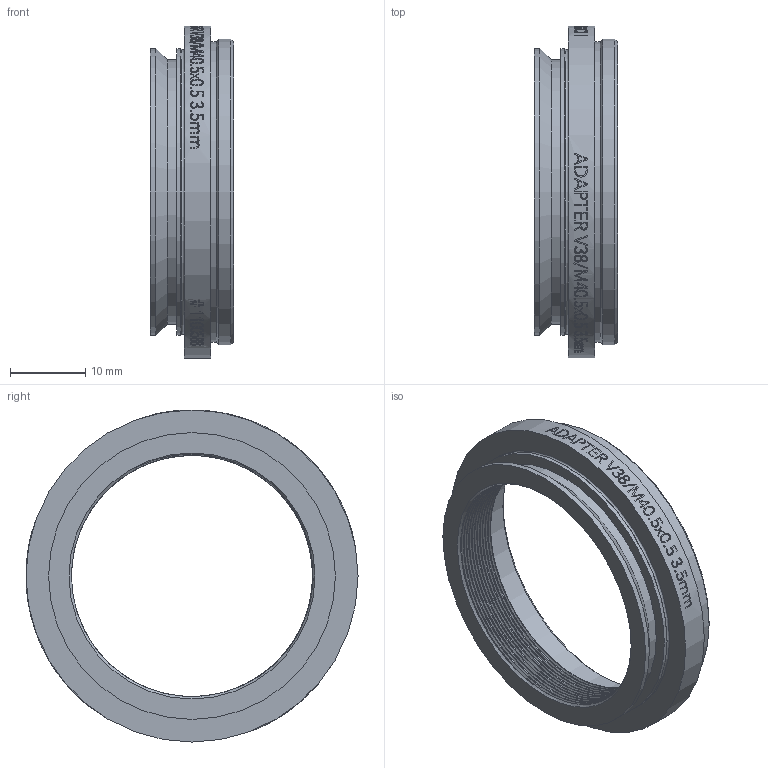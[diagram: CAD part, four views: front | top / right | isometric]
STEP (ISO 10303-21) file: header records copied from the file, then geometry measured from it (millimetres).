
FILE_DESCRIPTION(/* description */ (''),/* implementation_level */ '2;1');
FILE_NAME(/* name */ '1100588_00164572_001.stp',/* time_stamp */ '2022-04-28T07:38:43+02:00',/* author */ (''),/* organization */ (''),/* preprocessor_version */ 'ST-DEVELOPER v16',/* originating_system */ 'SIEMENS PLM Software NX 10.0',/* authorisation */ '');
FILE_SCHEMA (('AP203_CONFIGURATION_CONTROLLED_3D_DESIGN_OF_MECHANICAL_PARTS_AND_ASSEMBLIES_MIM_LF { 1 0 10303 403 2 1 2}'));
Length unit declared in the file: millimetre
Products named in the file (1): Froe298C156E1b7j
Bounding box: 11 x 44 x 44 mm (x, y, z)
Volume: 3605.7 mm3; surface area: 5032.6 mm2
Topology: 1 solids, 2 shells, 101 faces, 464 edges, 444 vertices
Faces by surface type: cylinder 85, plane 7, cone 6, bspline 2, torus 1
Full cylindrical faces by diameter (mm): 35 x1, 36.5 x1, 38 x2, 39.8 x1, 40.5 x1, 44 x2
Entity records: 8198 total; most frequent: CARTESIAN_POINT 4891, ORIENTED_EDGE 894, EDGE_CURVE 448, VERTEX_POINT 443, B_SPLINE_CURVE_WITH_KNOTS 421, DIRECTION 251, EDGE_LOOP 197, FACE_BOUND 136
